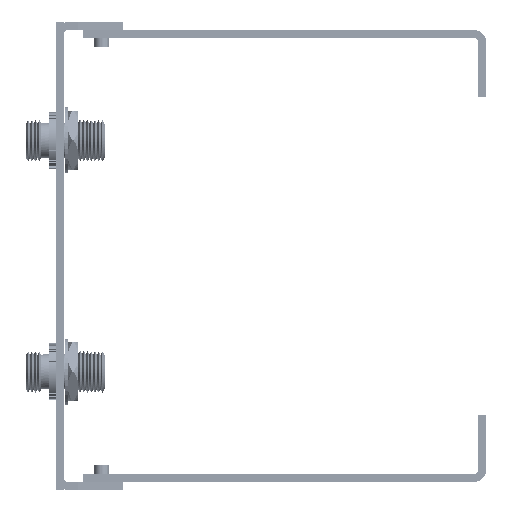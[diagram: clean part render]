
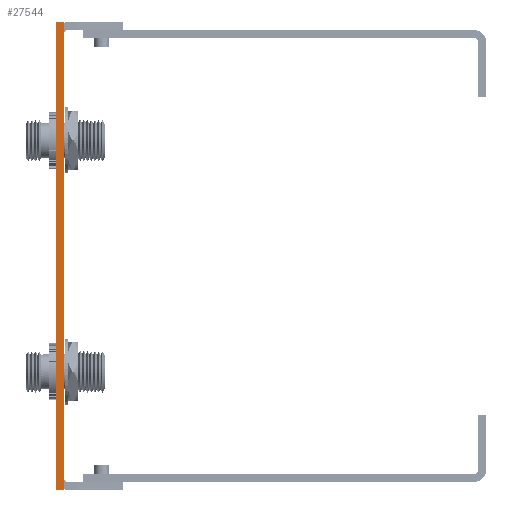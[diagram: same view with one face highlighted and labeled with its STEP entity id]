
A CAD part, left-side view. The second image highlights one B-rep face of the part: STEP entity #27544.
In plain terms, the highlighted planar face has unit normal (-1, 0, 0).
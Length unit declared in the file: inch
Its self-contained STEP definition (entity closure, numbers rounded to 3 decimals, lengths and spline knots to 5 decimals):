
#500 = EDGE_CURVE ( 'NONE', #24574, #51455, #46233, .T. ) ;
#925 = PLANE ( 'NONE',  #17761 ) ;
#1141 = CARTESIAN_POINT ( 'NONE',  ( -9.5, 0.06, 1.74 ) ) ;
#1414 = CARTESIAN_POINT ( 'NONE',  ( -9.5, 0., 1.74 ) ) ;
#1786 = VECTOR ( 'NONE', #61909, 39.37008 ) ;
#3450 = ORIENTED_EDGE ( 'NONE', *, *, #42962, .F. ) ;
#4978 = FACE_OUTER_BOUND ( 'NONE', #44604, .T. ) ;
#5817 = DIRECTION ( 'NONE',  ( 0., 1., 0. ) ) ;
#5915 = DIRECTION ( 'NONE',  ( 0., 0., 1. ) ) ;
#8105 = VECTOR ( 'NONE', #5817, 39.37008 ) ;
#10485 = ORIENTED_EDGE ( 'NONE', *, *, #500, .T. ) ;
#14705 = CARTESIAN_POINT ( 'NONE',  ( -9.5, 0., -1.74 ) ) ;
#17761 = AXIS2_PLACEMENT_3D ( 'NONE', #60573, #35696, #5915 ) ;
#24574 = VERTEX_POINT ( 'NONE', #40355 ) ;
#25163 = VECTOR ( 'NONE', #56244, 39.37008 ) ;
#25223 = ORIENTED_EDGE ( 'NONE', *, *, #35752, .F. ) ;
#26710 = LINE ( 'NONE', #1414, #25163 ) ;
#27544 = ADVANCED_FACE ( 'NONE', ( #4978 ), #925, .T. ) ;
#28220 = LINE ( 'NONE', #61685, #1786 ) ;
#33832 = ORIENTED_EDGE ( 'NONE', *, *, #57298, .T. ) ;
#35696 = DIRECTION ( 'NONE',  ( -1., 0., 0. ) ) ;
#35752 = EDGE_CURVE ( 'NONE', #38130, #51455, #28220, .T. ) ;
#35818 = CARTESIAN_POINT ( 'NONE',  ( -9.5, 0.06, -1.74 ) ) ;
#38130 = VERTEX_POINT ( 'NONE', #35818 ) ;
#40355 = CARTESIAN_POINT ( 'NONE',  ( -9.5, 0., 1.74 ) ) ;
#40419 = CARTESIAN_POINT ( 'NONE',  ( -9.5, -38.63213, 1.74 ) ) ;
#40588 = CARTESIAN_POINT ( 'NONE',  ( -9.5, -38.63213, -1.74 ) ) ;
#40718 = DIRECTION ( 'NONE',  ( 0., 1., 0. ) ) ;
#42962 = EDGE_CURVE ( 'NONE', #49926, #38130, #47803, .T. ) ;
#44604 = EDGE_LOOP ( 'NONE', ( #25223, #3450, #33832, #10485 ) ) ;
#46233 = LINE ( 'NONE', #40419, #46921 ) ;
#46921 = VECTOR ( 'NONE', #40718, 39.37008 ) ;
#47803 = LINE ( 'NONE', #40588, #8105 ) ;
#49926 = VERTEX_POINT ( 'NONE', #14705 ) ;
#51455 = VERTEX_POINT ( 'NONE', #1141 ) ;
#56244 = DIRECTION ( 'NONE',  ( 0., 0., 1. ) ) ;
#57298 = EDGE_CURVE ( 'NONE', #49926, #24574, #26710, .T. ) ;
#60573 = CARTESIAN_POINT ( 'NONE',  ( -9.5, -38.63213, 1.74 ) ) ;
#61685 = CARTESIAN_POINT ( 'NONE',  ( -9.5, 0.06, 1.74 ) ) ;
#61909 = DIRECTION ( 'NONE',  ( 0., 0., 1. ) ) ;
